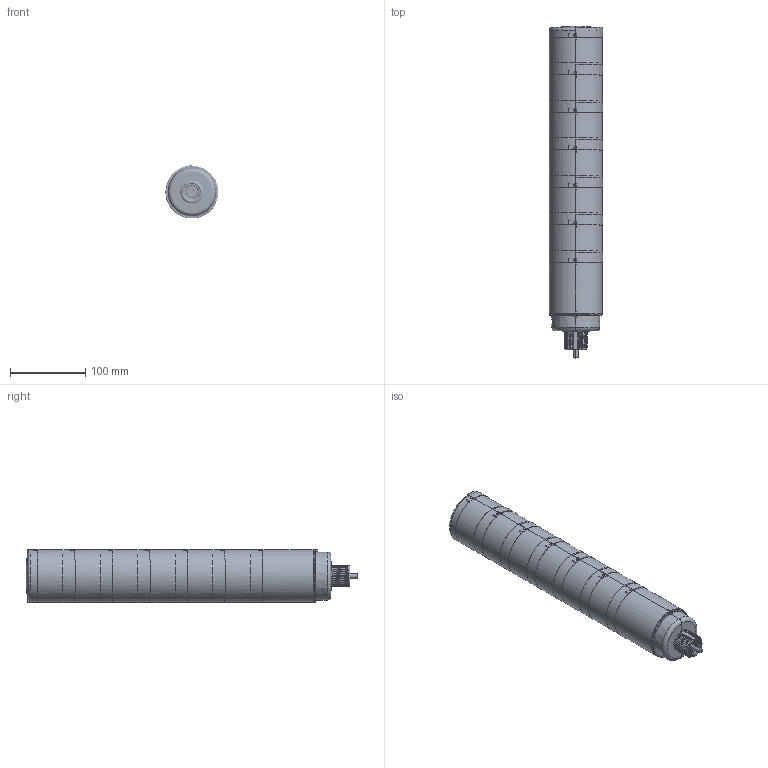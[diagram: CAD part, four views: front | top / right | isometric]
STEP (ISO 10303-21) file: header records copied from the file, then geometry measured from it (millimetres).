
FILE_DESCRIPTION((''),'2;1');
FILE_NAME('194490_ASM','2016-04-04T',('PDMAdmin'),(''),'PRO/ENGINEER BY PARAMETRIC TECHNOLOGY CORPORATION, 2013230','PRO/ENGINEER BY PARAMETRIC TECHNOLOGY CORPORATION, 2013230','');
FILE_SCHEMA(('CONFIG_CONTROL_DESIGN'));
Length unit declared in the file: millimetre
Products named in the file (8): 180077; 190540; 183492; 183493; 180091; 62676; CABLE_592; 194490_ASM
Assembly tree (17 placements, depth 2):
  194490_ASM
    180077
    190540
    183492  x6
    183493  x6
    180091
    62676
    CABLE_592
Bounding box: 70.5 x 440 x 71.25 mm (x, y, z)
Volume: 394390 mm3; surface area: 280491.1 mm2
Topology: 17 solids, 24 shells, 4588 faces, 10947 edges, 6409 vertices
Faces by surface type: bspline 1520, cylinder 1149, plane 774, torus 490, cone 387, sphere 268
Entity records: 94944 total; most frequent: CARTESIAN_POINT 61101, ORIENTED_EDGE 7754, DIRECTION 6082, EDGE_CURVE 3881, AXIS2_PLACEMENT_3D 2566, VERTEX_POINT 2284, EDGE_LOOP 1699, FACE_OUTER_BOUND 1633
